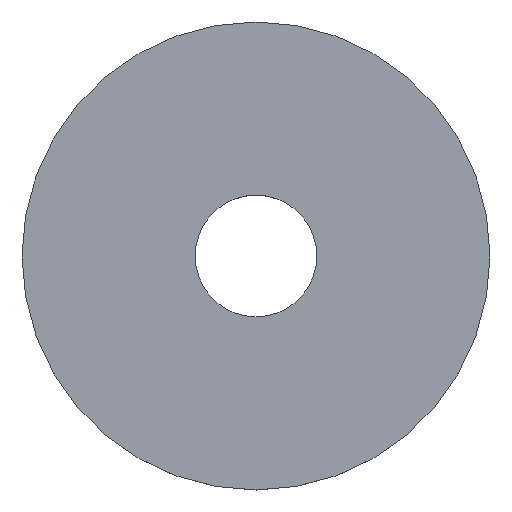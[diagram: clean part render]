
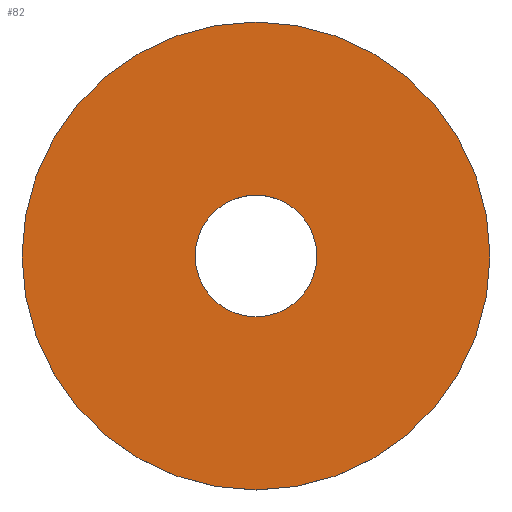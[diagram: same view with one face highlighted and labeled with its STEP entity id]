
A CAD part, top view. The second image highlights one B-rep face of the part: STEP entity #82.
In plain terms, the highlighted planar face has unit normal (0, 0, 1).
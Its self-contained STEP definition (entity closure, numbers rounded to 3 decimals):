
#13 = CIRCLE ( 'NONE', #97, 6.5 ) ;
#20 = CARTESIAN_POINT ( 'NONE',  ( 0., 0., 2. ) ) ;
#22 = PLANE ( 'NONE',  #141 ) ;
#33 = CARTESIAN_POINT ( 'NONE',  ( 0., 6.5, 2. ) ) ;
#40 = DIRECTION ( 'NONE',  ( 0., 1., 0. ) ) ;
#48 = EDGE_LOOP ( 'NONE', ( #126 ) ) ;
#56 = VERTEX_POINT ( 'NONE', #33 ) ;
#58 = DIRECTION ( 'NONE',  ( 0., -1., 0. ) ) ;
#67 = EDGE_LOOP ( 'NONE', ( #80 ) ) ;
#72 = DIRECTION ( 'NONE',  ( 0., 0., -1. ) ) ;
#73 = DIRECTION ( 'NONE',  ( 0., 0., 1. ) ) ;
#74 = VERTEX_POINT ( 'NONE', #96 ) ;
#76 = FACE_OUTER_BOUND ( 'NONE', #48, .T. ) ;
#80 = ORIENTED_EDGE ( 'NONE', *, *, #161, .T. ) ;
#82 = ADVANCED_FACE ( 'NONE', ( #158, #76 ), #22, .T. ) ;
#96 = CARTESIAN_POINT ( 'NONE',  ( 0., 25., 2. ) ) ;
#97 = AXIS2_PLACEMENT_3D ( 'NONE', #20, #132, #40 ) ;
#107 = CARTESIAN_POINT ( 'NONE',  ( 0., 6.5, 2. ) ) ;
#112 = CIRCLE ( 'NONE', #155, 25. ) ;
#126 = ORIENTED_EDGE ( 'NONE', *, *, #144, .F. ) ;
#129 = CARTESIAN_POINT ( 'NONE',  ( 0., 0., 2. ) ) ;
#131 = DIRECTION ( 'NONE',  ( 0., 1., 0. ) ) ;
#132 = DIRECTION ( 'NONE',  ( 0., 0., -1. ) ) ;
#141 = AXIS2_PLACEMENT_3D ( 'NONE', #107, #73, #58 ) ;
#144 = EDGE_CURVE ( 'NONE', #74, #74, #112, .T. ) ;
#155 = AXIS2_PLACEMENT_3D ( 'NONE', #129, #72, #131 ) ;
#158 = FACE_BOUND ( 'NONE', #67, .T. ) ;
#161 = EDGE_CURVE ( 'NONE', #56, #56, #13, .T. ) ;
